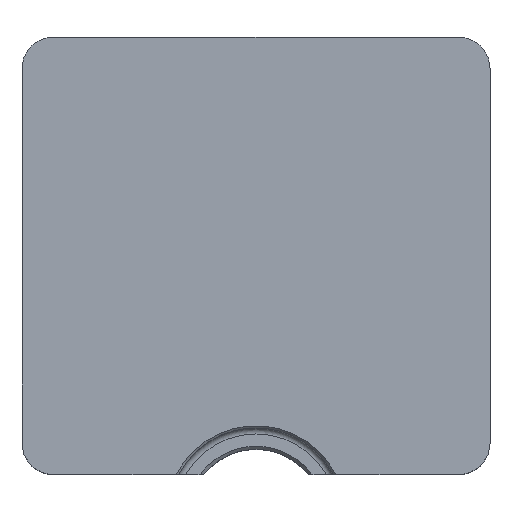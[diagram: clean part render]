
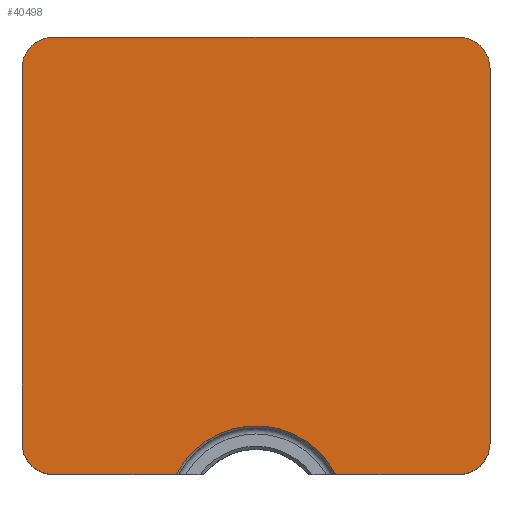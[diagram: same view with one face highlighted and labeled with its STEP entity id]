
A CAD part, top view. The second image highlights one B-rep face of the part: STEP entity #40498.
In plain terms, the highlighted planar face has unit normal (0, 0, 1).
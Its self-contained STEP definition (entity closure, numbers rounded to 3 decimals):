
#36705=CARTESIAN_POINT('',(-78.384,-215.,
74.8));
#36746=CARTESIAN_POINT('',(78.384,-215.,
74.8));
#36825=CARTESIAN_POINT('',(0.,-255.,74.8));
#36826=DIRECTION('',(0.,0.,-1.));
#36827=DIRECTION('',(-0.891,0.455,0.));
#36828=AXIS2_PLACEMENT_3D('',#36825,#36826,#36827);
#36835=DIRECTION('',(1.,0.,0.));
#36836=VECTOR('',#36835,120.616);
#36837=CARTESIAN_POINT('',(-199.,-215.,74.8));
#36838=LINE('',#36837,#36836);
#36839=CARTESIAN_POINT('',(-199.,-184.,74.8));
#36840=DIRECTION('',(0.,0.,1.));
#36841=DIRECTION('',(-1.,0.,0.));
#36842=AXIS2_PLACEMENT_3D('',#36839,#36840,#36841);
#36844=DIRECTION('',(0.,-1.,0.));
#36845=VECTOR('',#36844,368.);
#36846=CARTESIAN_POINT('',(-230.,184.,74.8));
#36847=LINE('',#36846,#36845);
#36848=CARTESIAN_POINT('',(-199.,184.,74.8));
#36849=DIRECTION('',(0.,0.,1.));
#36850=DIRECTION('',(0.,1.,0.));
#36851=AXIS2_PLACEMENT_3D('',#36848,#36849,#36850);
#36853=DIRECTION('',(-1.,0.,0.));
#36854=VECTOR('',#36853,398.);
#36855=CARTESIAN_POINT('',(199.,215.,74.8));
#36856=LINE('',#36855,#36854);
#36857=CARTESIAN_POINT('',(199.,184.,74.8));
#36858=DIRECTION('',(0.,0.,1.));
#36859=DIRECTION('',(1.,0.,0.));
#36860=AXIS2_PLACEMENT_3D('',#36857,#36858,#36859);
#36862=DIRECTION('',(0.,1.,0.));
#36863=VECTOR('',#36862,368.);
#36864=CARTESIAN_POINT('',(230.,-184.,74.8));
#36865=LINE('',#36864,#36863);
#36866=CARTESIAN_POINT('',(199.,-184.,74.8));
#36867=DIRECTION('',(0.,0.,1.));
#36868=DIRECTION('',(0.,-1.,0.));
#36869=AXIS2_PLACEMENT_3D('',#36866,#36867,#36868);
#36871=DIRECTION('',(1.,0.,0.));
#36872=VECTOR('',#36871,120.616);
#36873=CARTESIAN_POINT('',(78.384,-215.,
74.8));
#36874=LINE('',#36873,#36872);
#39060=CARTESIAN_POINT('',(230.,184.,74.8));
#39061=CARTESIAN_POINT('',(199.,215.,74.8));
#39062=VERTEX_POINT('',#39060);
#39063=VERTEX_POINT('',#39061);
#39064=CARTESIAN_POINT('',(-199.,215.,74.8));
#39065=VERTEX_POINT('',#39064);
#39066=CARTESIAN_POINT('',(-230.,184.,74.8));
#39067=VERTEX_POINT('',#39066);
#39068=CARTESIAN_POINT('',(-230.,-184.,74.8));
#39069=VERTEX_POINT('',#39068);
#39070=CARTESIAN_POINT('',(-199.,-215.,74.8));
#39071=VERTEX_POINT('',#39070);
#39072=CARTESIAN_POINT('',(199.,-215.,74.8));
#39073=CARTESIAN_POINT('',(230.,-184.,74.8));
#39074=VERTEX_POINT('',#39072);
#39075=VERTEX_POINT('',#39073);
#39109=VERTEX_POINT('',#36746);
#39112=VERTEX_POINT('',#36705);
#40475=CARTESIAN_POINT('',(0.,0.,74.8));
#40476=DIRECTION('',(0.,0.,1.));
#40477=DIRECTION('',(1.,0.,0.));
#40478=AXIS2_PLACEMENT_3D('',#40475,#40476,#40477);
#40479=PLANE('',#40478);
#40480=ORIENTED_EDGE('',*,*,#40467,.F.);
#40481=ORIENTED_EDGE('',*,*,#40331,.F.);
#40483=ORIENTED_EDGE('',*,*,#40482,.F.);
#40485=ORIENTED_EDGE('',*,*,#40484,.F.);
#40487=ORIENTED_EDGE('',*,*,#40486,.F.);
#40489=ORIENTED_EDGE('',*,*,#40488,.F.);
#40491=ORIENTED_EDGE('',*,*,#40490,.F.);
#40492=ORIENTED_EDGE('',*,*,#39288,.F.);
#40494=ORIENTED_EDGE('',*,*,#40493,.F.);
#40495=ORIENTED_EDGE('',*,*,#40399,.F.);
#40496=EDGE_LOOP('',(#40480,#40481,#40483,#40485,#40487,#40489,#40491,#40492,
#40494,#40495));
#40497=FACE_OUTER_BOUND('',#40496,.F.);
#40498=ADVANCED_FACE('',(#40497),#40479,.T.);
#36829=CIRCLE('',#36828,88.);
#36843=CIRCLE('',#36842,31.);
#36852=CIRCLE('',#36851,31.);
#36861=CIRCLE('',#36860,31.);
#36870=CIRCLE('',#36869,31.);
#39288=EDGE_CURVE('',#39075,#39062,#36865,.T.);
#40331=EDGE_CURVE('',#39071,#39112,#36838,.T.);
#40399=EDGE_CURVE('',#39109,#39074,#36874,.T.);
#40467=EDGE_CURVE('',#39112,#39109,#36829,.T.);
#40482=EDGE_CURVE('',#39069,#39071,#36843,.T.);
#40484=EDGE_CURVE('',#39067,#39069,#36847,.T.);
#40486=EDGE_CURVE('',#39065,#39067,#36852,.T.);
#40488=EDGE_CURVE('',#39063,#39065,#36856,.T.);
#40490=EDGE_CURVE('',#39062,#39063,#36861,.T.);
#40493=EDGE_CURVE('',#39074,#39075,#36870,.T.);
